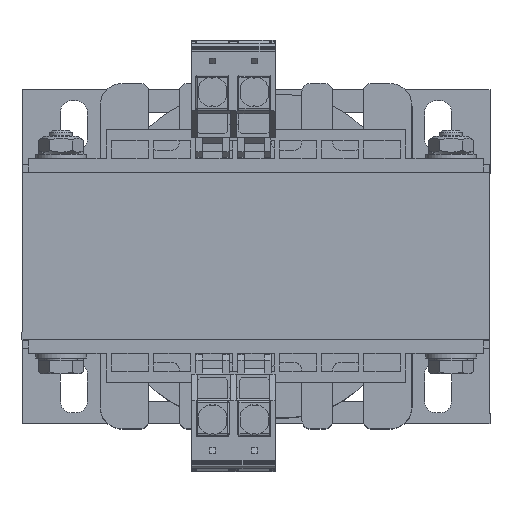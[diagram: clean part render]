
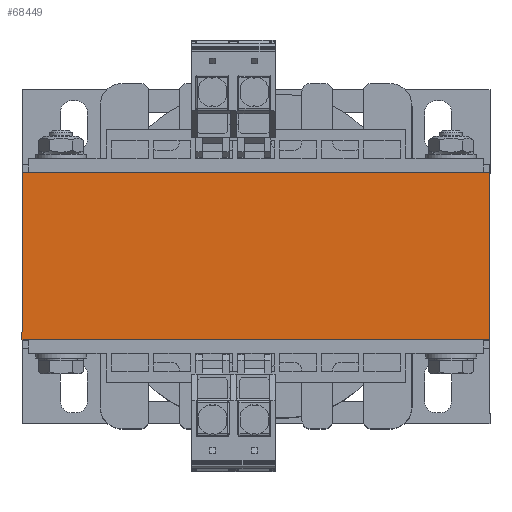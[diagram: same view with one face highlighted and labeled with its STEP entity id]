
A CAD part, top view. The second image highlights one B-rep face of the part: STEP entity #68449.
In plain terms, the highlighted planar face has unit normal (0, 0, 1).
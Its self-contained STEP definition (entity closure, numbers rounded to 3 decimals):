
#2436=PLANE('',#72300);
#5351=FACE_OUTER_BOUND('',#8930,.T.);
#8930=EDGE_LOOP('',(#47901,#47902,#47903,#47904));
#12688=LINE('',#95083,#21460);
#12689=LINE('',#95085,#21461);
#12690=LINE('',#95087,#21462);
#12691=LINE('',#95088,#21463);
#21460=VECTOR('',#77004,1.);
#21461=VECTOR('',#77005,1.);
#21462=VECTOR('',#77006,1.);
#21463=VECTOR('',#77007,1.);
#31261=VERTEX_POINT('',#95081);
#31262=VERTEX_POINT('',#95082);
#31263=VERTEX_POINT('',#95084);
#31264=VERTEX_POINT('',#95086);
#37832=EDGE_CURVE('',#31261,#31262,#12688,.T.);
#37833=EDGE_CURVE('',#31263,#31262,#12689,.T.);
#37834=EDGE_CURVE('',#31263,#31264,#12690,.T.);
#37835=EDGE_CURVE('',#31264,#31261,#12691,.T.);
#47901=ORIENTED_EDGE('',*,*,#37832,.T.);
#47902=ORIENTED_EDGE('',*,*,#37833,.F.);
#47903=ORIENTED_EDGE('',*,*,#37834,.T.);
#47904=ORIENTED_EDGE('',*,*,#37835,.T.);
#68449=ADVANCED_FACE('',(#5351),#2436,.T.);
#72300=AXIS2_PLACEMENT_3D('',#95080,#77002,#77003);
#77002=DIRECTION('center_axis',(0.,0.,1.));
#77003=DIRECTION('ref_axis',(0.,-1.,0.));
#77004=DIRECTION('',(1.,0.,0.));
#77005=DIRECTION('',(0.,-1.,0.));
#77006=DIRECTION('',(-1.,0.,0.));
#77007=DIRECTION('',(0.,-1.,0.));
#95080=CARTESIAN_POINT('Origin',(693.587,1703.578,-92.158));
#95081=CARTESIAN_POINT('',(693.587,1673.578,-92.158));
#95082=CARTESIAN_POINT('',(777.587,1673.578,-92.158));
#95083=CARTESIAN_POINT('',(777.587,1673.578,-92.158));
#95084=CARTESIAN_POINT('',(777.587,1703.578,-92.158));
#95085=CARTESIAN_POINT('',(777.587,1703.578,-92.158));
#95086=CARTESIAN_POINT('',(693.587,1703.578,-92.158));
#95087=CARTESIAN_POINT('',(777.587,1703.578,-92.158));
#95088=CARTESIAN_POINT('',(693.587,1703.578,-92.158));
